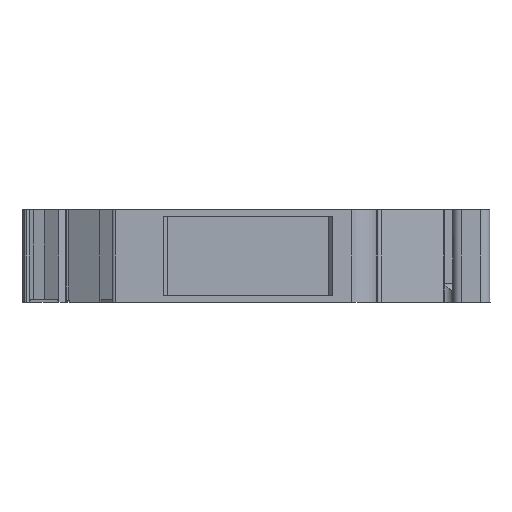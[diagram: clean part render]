
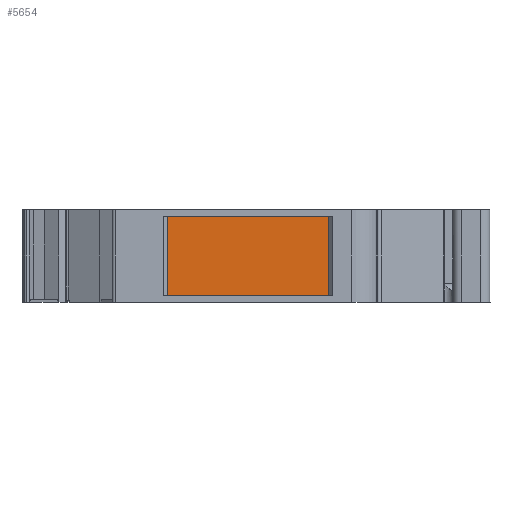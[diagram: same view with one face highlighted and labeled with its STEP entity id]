
A CAD part, left-side view. The second image highlights one B-rep face of the part: STEP entity #5654.
In plain terms, the highlighted planar face has unit normal (-1, 0, 0).
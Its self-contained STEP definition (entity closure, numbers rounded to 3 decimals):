
#4 = ORIENTED_EDGE ( 'NONE', *, *, #1686, .T. ) ;
#1107 = EDGE_CURVE ( 'NONE', #9845, #10993, #6873, .T. ) ;
#1157 = PLANE ( 'NONE',  #11144 ) ;
#1686 = EDGE_CURVE ( 'NONE', #10993, #2797, #9515, .T. ) ;
#1973 = EDGE_CURVE ( 'NONE', #2797, #3505, #8781, .T. ) ;
#2562 = CARTESIAN_POINT ( 'NONE',  ( -36.789, -35.488, 98.648 ) ) ;
#2655 = EDGE_CURVE ( 'NONE', #9845, #3505, #6768, .T. ) ;
#2797 = VERTEX_POINT ( 'NONE', #2920 ) ;
#2920 = CARTESIAN_POINT ( 'NONE',  ( -36.789, -15.66, 9.3 ) ) ;
#3089 = DIRECTION ( 'NONE',  ( -1., 0., 0. ) ) ;
#3277 = CARTESIAN_POINT ( 'NONE',  ( -36.789, -15.66, 0.7 ) ) ;
#3505 = VERTEX_POINT ( 'NONE', #3277 ) ;
#3739 = DIRECTION ( 'NONE',  ( 0., 0., 1. ) ) ;
#3769 = DIRECTION ( 'NONE',  ( 0., 1., 0. ) ) ;
#3835 = CARTESIAN_POINT ( 'NONE',  ( -36.789, -33.471, 0.7 ) ) ;
#4203 = ORIENTED_EDGE ( 'NONE', *, *, #1973, .T. ) ;
#4269 = DIRECTION ( 'NONE',  ( 0., 0., 1. ) ) ;
#4311 = CARTESIAN_POINT ( 'NONE',  ( -36.789, -33.051, 0.7 ) ) ;
#4775 = VECTOR ( 'NONE', #3769, 1000. ) ;
#5211 = CARTESIAN_POINT ( 'NONE',  ( -36.789, -33.471, 9.3 ) ) ;
#5230 = DIRECTION ( 'NONE',  ( 0., 1., 0. ) ) ;
#5492 = EDGE_LOOP ( 'NONE', ( #5757, #4, #4203, #12408 ) ) ;
#5654 = ADVANCED_FACE ( 'NONE', ( #9376 ), #1157, .T. ) ;
#5757 = ORIENTED_EDGE ( 'NONE', *, *, #1107, .T. ) ;
#5798 = CARTESIAN_POINT ( 'NONE',  ( -36.789, -33.051, 0.7 ) ) ;
#6252 = CARTESIAN_POINT ( 'NONE',  ( -36.789, -33.051, 9.3 ) ) ;
#6540 = VECTOR ( 'NONE', #4269, 1000. ) ;
#6651 = DIRECTION ( 'NONE',  ( 0., 0., -1. ) ) ;
#6765 = CARTESIAN_POINT ( 'NONE',  ( -36.789, -15.66, 0.7 ) ) ;
#6768 = LINE ( 'NONE', #3835, #4775 ) ;
#6873 = LINE ( 'NONE', #4311, #6540 ) ;
#7622 = VECTOR ( 'NONE', #6651, 1000. ) ;
#8781 = LINE ( 'NONE', #6765, #7622 ) ;
#9376 = FACE_OUTER_BOUND ( 'NONE', #5492, .T. ) ;
#9515 = LINE ( 'NONE', #5211, #9864 ) ;
#9845 = VERTEX_POINT ( 'NONE', #5798 ) ;
#9864 = VECTOR ( 'NONE', #5230, 1000. ) ;
#10993 = VERTEX_POINT ( 'NONE', #6252 ) ;
#11144 = AXIS2_PLACEMENT_3D ( 'NONE', #2562, #3089, #3739 ) ;
#12408 = ORIENTED_EDGE ( 'NONE', *, *, #2655, .F. ) ;
